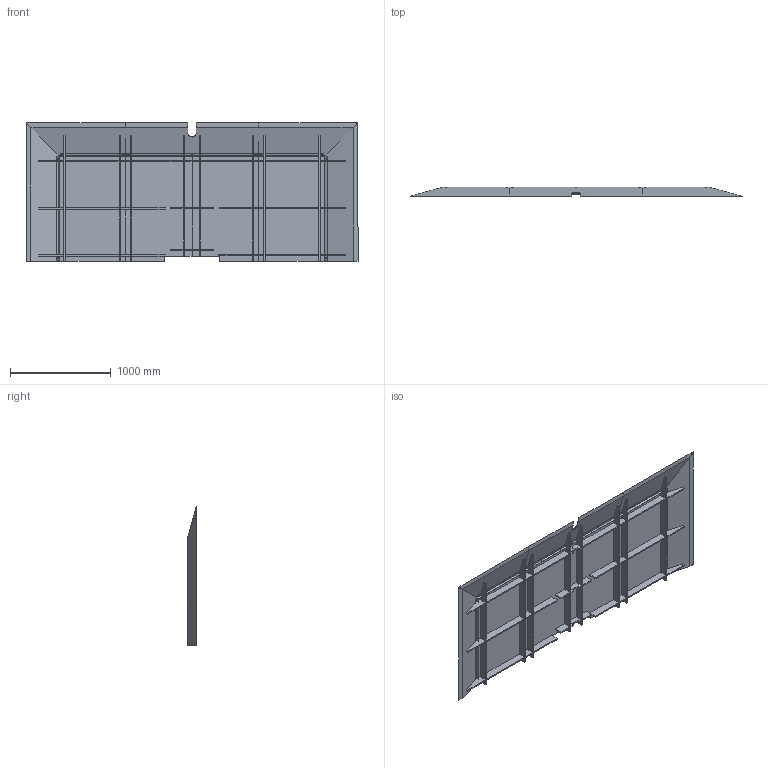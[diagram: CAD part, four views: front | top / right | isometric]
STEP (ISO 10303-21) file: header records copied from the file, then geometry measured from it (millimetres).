
FILE_DESCRIPTION(/* description */ (''),/* implementation_level */ '2;1');
FILE_NAME(/* name */ 'GE-18060_Blue.iam.stp',/* time_stamp */ '2018-01-01T11:23:19-08:00',/* author */ ('PhillipD'),/* organization */ (''),/* preprocessor_version */ 'ST-DEVELOPER v16.13',/* originating_system */ 'Autodesk Inventor 2018',/* authorisation */ '');
FILE_SCHEMA (('AUTOMOTIVE_DESIGN { 1 0 10303 214 3 1 1 }'));
Length unit declared in the file: inch
Products named in the file (18): GE-18060_Blue; GE-18063_Blue; GE-18064_Blue; GE-18065_Blue; GE-18072; GE-18073_Blue; GE-18105; GE-18069; GE-18068; GE-18066; GE-18067; GE-18061_Blue; GE-18062_Blue; GE-18070; GE-18074_Blue; GE-18071; flat_hex_.25_20_1_91253A542; nylock_.25_20
Assembly tree (52 placements, depth 2):
  GE-18060_Blue
    GE-18061_Blue  x2
    GE-18062_Blue  x2
    GE-18063_Blue
    GE-18064_Blue
    GE-18065_Blue
    GE-18066  x4
    GE-18067  x2
    GE-18068  x6
    GE-18069  x2
    GE-18070  x2
    GE-18071  x2
    GE-18072
    GE-18073_Blue
    GE-18105  x2
    GE-18074_Blue
    flat_hex_.25_20_1_91253A542  x11
    nylock_.25_20  x11
Bounding box: 3291.71 x 91.1 x 1373.97 mm (x, y, z)
Volume: 72807965.3 mm3; surface area: 13011112.9 mm2
Topology: 63 solids, 63 shells, 937 faces, 2114 edges, 1336 vertices
Faces by surface type: plane 674, cone 121, cylinder 98, torus 44
Full cylindrical faces by diameter (mm): 5.232 x11, 6.35 x22, 6.756 x22, 6.843 x11, 13.487 x11
Entity records: 8263 total; most frequent: CARTESIAN_POINT 1345, DIRECTION 1301, ORIENTED_EDGE 1158, EDGE_CURVE 579, LINE 473, VECTOR 473, AXIS2_PLACEMENT_3D 414, VERTEX_POINT 404
